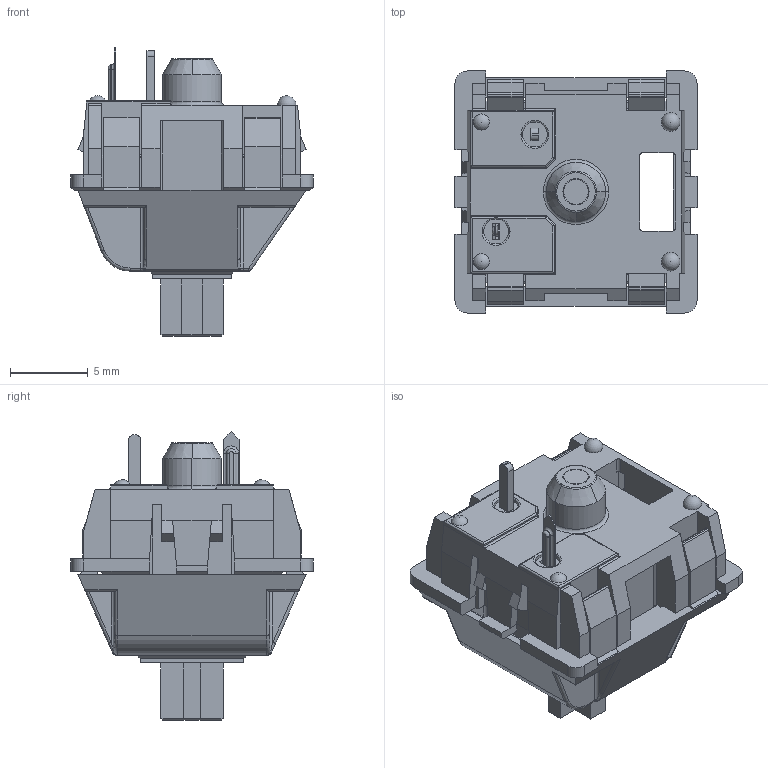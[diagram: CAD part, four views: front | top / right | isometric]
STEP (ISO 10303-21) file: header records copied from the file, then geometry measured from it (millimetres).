
FILE_DESCRIPTION (( 'STEP AP214' ), '1' );
FILE_NAME ('Cherry MX Switch Plate Mounted.STEP', '2021-07-07T20:32:35', ( '' ), ( '' ), 'SwSTEP 2.0', 'SolidWorks 2020', '' );
FILE_SCHEMA (( 'AUTOMOTIVE_DESIGN' ));
Length unit declared in the file: millimetre
Products named in the file (8): MX_DOWN.stp; asm_mx_asm_PLATE.stp; UP_MX.stp; MX_UP.stp; Cherry MX Switch Plate Mounted; MX_CLICK.stp; MX_SPRING.stp; MX_PIN.stp
Assembly tree (7 placements, depth 3):
  Cherry MX Switch Plate Mounted
    asm_mx_asm_PLATE.stp
      MX_DOWN.stp
      MX_UP.stp
      UP_MX.stp
      MX_PIN.stp
      MX_SPRING.stp
      MX_CLICK.stp
Bounding box: 15.6 x 15.6 x 18.6 mm (x, y, z)
Volume: 991.2 mm3; surface area: 3232.9 mm2
Topology: 7 solids, 7 shells, 937 faces, 2498 edges, 1571 vertices
Faces by surface type: plane 577, cylinder 263, torus 32, bspline 31, sphere 26, cone 8
Entity records: 37711 total; most frequent: CARTESIAN_POINT 14435, ORIENTED_EDGE 4948, DIRECTION 4537, EDGE_CURVE 2474, VECTOR 1819, LINE 1819, VERTEX_POINT 1563, AXIS2_PLACEMENT_3D 1359
